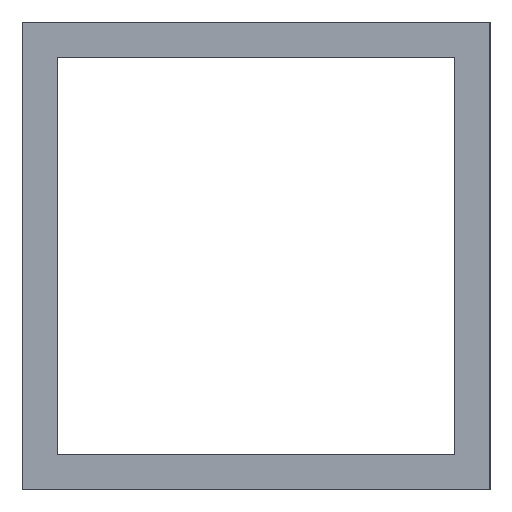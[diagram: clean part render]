
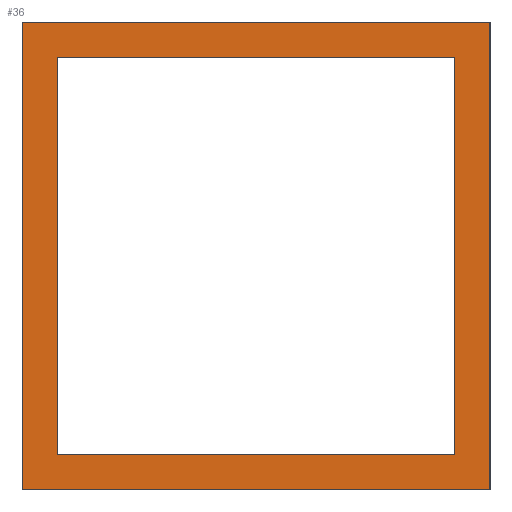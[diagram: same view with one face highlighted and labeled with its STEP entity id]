
A CAD part, left-side view. The second image highlights one B-rep face of the part: STEP entity #36.
In plain terms, the highlighted planar face has unit normal (-1, 0, 0).
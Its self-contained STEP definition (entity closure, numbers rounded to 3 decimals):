
#36 = ADVANCED_FACE( '', ( #74, #75 ), #76, .F. );
#74 = FACE_OUTER_BOUND( '', #113, .T. );
#75 = FACE_BOUND( '', #114, .T. );
#76 = PLANE( '', #115 );
#113 = EDGE_LOOP( '', ( #151, #152, #153, #154 ) );
#114 = EDGE_LOOP( '', ( #155, #156, #157, #158 ) );
#115 = AXIS2_PLACEMENT_3D( '', #159, #160, #161 );
#151 = ORIENTED_EDGE( '', *, *, #236, .F. );
#152 = ORIENTED_EDGE( '', *, *, #237, .F. );
#153 = ORIENTED_EDGE( '', *, *, #238, .F. );
#154 = ORIENTED_EDGE( '', *, *, #239, .F. );
#155 = ORIENTED_EDGE( '', *, *, #240, .T. );
#156 = ORIENTED_EDGE( '', *, *, #241, .T. );
#157 = ORIENTED_EDGE( '', *, *, #231, .T. );
#158 = ORIENTED_EDGE( '', *, *, #242, .T. );
#159 = CARTESIAN_POINT( '', ( 0., 0., 0. ) );
#160 = DIRECTION( '', ( 1., 0., 0. ) );
#161 = DIRECTION( '', ( 0., 0., -1. ) );
#231 = EDGE_CURVE( '', #265, #266, #267, .T. );
#236 = EDGE_CURVE( '', #274, #275, #276, .T. );
#237 = EDGE_CURVE( '', #277, #274, #278, .T. );
#238 = EDGE_CURVE( '', #279, #277, #280, .T. );
#239 = EDGE_CURVE( '', #275, #279, #281, .T. );
#240 = EDGE_CURVE( '', #282, #283, #284, .T. );
#241 = EDGE_CURVE( '', #283, #265, #285, .T. );
#242 = EDGE_CURVE( '', #266, #282, #286, .T. );
#265 = VERTEX_POINT( '', #315 );
#266 = VERTEX_POINT( '', #316 );
#267 = LINE( '', #317, #318 );
#274 = VERTEX_POINT( '', #328 );
#275 = VERTEX_POINT( '', #329 );
#276 = LINE( '', #330, #331 );
#277 = VERTEX_POINT( '', #332 );
#278 = LINE( '', #333, #334 );
#279 = VERTEX_POINT( '', #335 );
#280 = LINE( '', #336, #337 );
#281 = LINE( '', #338, #339 );
#282 = VERTEX_POINT( '', #340 );
#283 = VERTEX_POINT( '', #341 );
#284 = LINE( '', #342, #343 );
#285 = LINE( '', #344, #345 );
#286 = LINE( '', #346, #347 );
#315 = CARTESIAN_POINT( '', ( 0., -17., -17. ) );
#316 = CARTESIAN_POINT( '', ( 0., 17., -17. ) );
#317 = CARTESIAN_POINT( '', ( 0., -17., -17. ) );
#318 = VECTOR( '', #388, 1000. );
#328 = CARTESIAN_POINT( '', ( 0., 20., 20. ) );
#329 = CARTESIAN_POINT( '', ( 0., -20., 20. ) );
#330 = CARTESIAN_POINT( '', ( 0., 20., 20. ) );
#331 = VECTOR( '', #392, 1000. );
#332 = CARTESIAN_POINT( '', ( 0., 20., -20. ) );
#333 = CARTESIAN_POINT( '', ( 0., 20., -20. ) );
#334 = VECTOR( '', #393, 1000. );
#335 = CARTESIAN_POINT( '', ( 0., -20., -20. ) );
#336 = CARTESIAN_POINT( '', ( 0., -20., -20. ) );
#337 = VECTOR( '', #394, 1000. );
#338 = CARTESIAN_POINT( '', ( 0., -20., 20. ) );
#339 = VECTOR( '', #395, 1000. );
#340 = CARTESIAN_POINT( '', ( 0., 17., 17. ) );
#341 = CARTESIAN_POINT( '', ( 0., -17., 17. ) );
#342 = CARTESIAN_POINT( '', ( 0., 17., 17. ) );
#343 = VECTOR( '', #396, 1000. );
#344 = CARTESIAN_POINT( '', ( 0., -17., 17. ) );
#345 = VECTOR( '', #397, 1000. );
#346 = CARTESIAN_POINT( '', ( 0., 17., -17. ) );
#347 = VECTOR( '', #398, 1000. );
#388 = DIRECTION( '', ( 0., 1., 0. ) );
#392 = DIRECTION( '', ( 0., -1., 0. ) );
#393 = DIRECTION( '', ( 0., 0., 1. ) );
#394 = DIRECTION( '', ( 0., 1., 0. ) );
#395 = DIRECTION( '', ( 0., 0., -1. ) );
#396 = DIRECTION( '', ( 0., -1., 0. ) );
#397 = DIRECTION( '', ( 0., 0., -1. ) );
#398 = DIRECTION( '', ( 0., 0., 1. ) );
